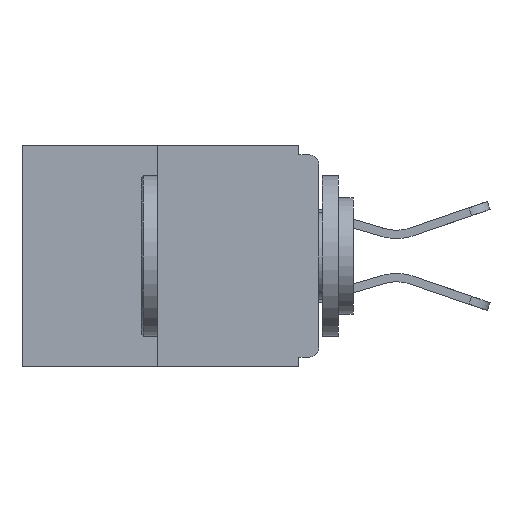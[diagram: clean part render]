
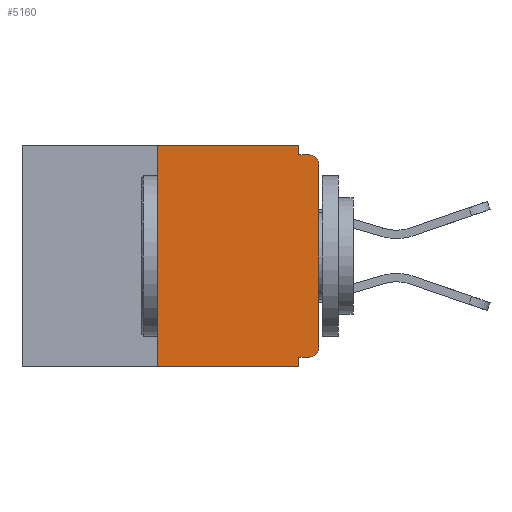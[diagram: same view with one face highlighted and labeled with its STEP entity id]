
A CAD part, left-side view. The second image highlights one B-rep face of the part: STEP entity #5160.
In plain terms, the highlighted planar face has unit normal (-1, 0, 0).
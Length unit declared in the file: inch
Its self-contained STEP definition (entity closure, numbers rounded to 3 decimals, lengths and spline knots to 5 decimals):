
#377 = EDGE_CURVE ( 'NONE', #10895, #6287, #8539, .T. ) ;
#595 = PLANE ( 'NONE',  #23941 ) ;
#914 = VECTOR ( 'NONE', #5542, 39.37008 ) ;
#964 = CARTESIAN_POINT ( 'NONE',  ( 0., 0.25, 0. ) ) ;
#1104 = LINE ( 'NONE', #16003, #24084 ) ;
#1231 = CARTESIAN_POINT ( 'NONE',  ( 0., 0.015, -0.015 ) ) ;
#1489 = CARTESIAN_POINT ( 'NONE',  ( 0., 0., -0.313 ) ) ;
#1612 = LINE ( 'NONE', #11793, #7439 ) ;
#1740 = VERTEX_POINT ( 'NONE', #964 ) ;
#2005 = LINE ( 'NONE', #20431, #10756 ) ;
#2477 = CARTESIAN_POINT ( 'NONE',  ( 0., 0.46, 0. ) ) ;
#2702 = CARTESIAN_POINT ( 'NONE',  ( 0., 0.015, -0.03 ) ) ;
#2952 = VERTEX_POINT ( 'NONE', #1489 ) ;
#3088 = CARTESIAN_POINT ( 'NONE',  ( 0., 0.031, 0. ) ) ;
#3210 = CARTESIAN_POINT ( 'NONE',  ( 0., 0.031, -0.015 ) ) ;
#4005 = CARTESIAN_POINT ( 'NONE',  ( 0., 0.031, -0.328 ) ) ;
#5160 = ADVANCED_FACE ( 'NONE', ( #14363 ), #595, .F. ) ;
#5515 = CARTESIAN_POINT ( 'NONE',  ( 0., 0.25, -0.343 ) ) ;
#5538 = VERTEX_POINT ( 'NONE', #3210 ) ;
#5542 = DIRECTION ( 'NONE',  ( 0., -1., 0. ) ) ;
#5917 = VERTEX_POINT ( 'NONE', #9292 ) ;
#6272 = ORIENTED_EDGE ( 'NONE', *, *, #12460, .F. ) ;
#6287 = VERTEX_POINT ( 'NONE', #1231 ) ;
#6402 = DIRECTION ( 'NONE',  ( 0., 0., -1. ) ) ;
#6582 = EDGE_CURVE ( 'NONE', #15011, #7398, #17792, .T. ) ;
#7398 = VERTEX_POINT ( 'NONE', #11539 ) ;
#7439 = VECTOR ( 'NONE', #13679, 39.37008 ) ;
#7526 = DIRECTION ( 'NONE',  ( 0., -1., 0. ) ) ;
#7807 = DIRECTION ( 'NONE',  ( -1., 0., 0. ) ) ;
#7986 = ORIENTED_EDGE ( 'NONE', *, *, #20868, .T. ) ;
#8144 = DIRECTION ( 'NONE',  ( -1., 0., 0. ) ) ;
#8539 = CIRCLE ( 'NONE', #23458, 0.015 ) ;
#9092 = VERTEX_POINT ( 'NONE', #4005 ) ;
#9292 = CARTESIAN_POINT ( 'NONE',  ( 0., 0.031, 0. ) ) ;
#9676 = DIRECTION ( 'NONE',  ( 0., 0., 1. ) ) ;
#10185 = CARTESIAN_POINT ( 'NONE',  ( 0., 0., -0.03 ) ) ;
#10241 = DIRECTION ( 'NONE',  ( 0., 0., 1. ) ) ;
#10289 = ORIENTED_EDGE ( 'NONE', *, *, #10439, .F. ) ;
#10439 = EDGE_CURVE ( 'NONE', #5538, #6287, #22445, .T. ) ;
#10486 = LINE ( 'NONE', #3088, #12508 ) ;
#10756 = VECTOR ( 'NONE', #7526, 39.37008 ) ;
#10895 = VERTEX_POINT ( 'NONE', #10185 ) ;
#10929 = ORIENTED_EDGE ( 'NONE', *, *, #17876, .F. ) ;
#10981 = CARTESIAN_POINT ( 'NONE',  ( 0., 0., -0.015 ) ) ;
#11444 = CARTESIAN_POINT ( 'NONE',  ( 0., 0.015, -0.328 ) ) ;
#11539 = CARTESIAN_POINT ( 'NONE',  ( 0., 0.031, -0.343 ) ) ;
#11635 = EDGE_CURVE ( 'NONE', #5917, #5538, #10486, .T. ) ;
#11663 = VECTOR ( 'NONE', #12405, 39.37008 ) ;
#11667 = EDGE_LOOP ( 'NONE', ( #6272, #23082, #14059, #12643, #10929, #7986, #13240, #23467, #10289, #13731 ) ) ;
#11793 = CARTESIAN_POINT ( 'NONE',  ( 0., 0., -0.328 ) ) ;
#11796 = DIRECTION ( 'NONE',  ( 0., 0., -1. ) ) ;
#12102 = DIRECTION ( 'NONE',  ( 0., 0., -1. ) ) ;
#12110 = CARTESIAN_POINT ( 'NONE',  ( 0., 0.25, 0. ) ) ;
#12405 = DIRECTION ( 'NONE',  ( 0., -1., 0. ) ) ;
#12460 = EDGE_CURVE ( 'NONE', #1740, #5917, #2005, .T. ) ;
#12508 = VECTOR ( 'NONE', #17937, 39.37008 ) ;
#12570 = VECTOR ( 'NONE', #10241, 39.37008 ) ;
#12643 = ORIENTED_EDGE ( 'NONE', *, *, #13076, .F. ) ;
#13076 = EDGE_CURVE ( 'NONE', #9092, #7398, #1104, .T. ) ;
#13240 = ORIENTED_EDGE ( 'NONE', *, *, #15624, .T. ) ;
#13574 = DIRECTION ( 'NONE',  ( 0., 0., -1. ) ) ;
#13679 = DIRECTION ( 'NONE',  ( 0., 1., 0. ) ) ;
#13731 = ORIENTED_EDGE ( 'NONE', *, *, #11635, .F. ) ;
#14059 = ORIENTED_EDGE ( 'NONE', *, *, #6582, .T. ) ;
#14363 = FACE_OUTER_BOUND ( 'NONE', #11667, .T. ) ;
#15011 = VERTEX_POINT ( 'NONE', #5515 ) ;
#15624 = EDGE_CURVE ( 'NONE', #2952, #10895, #18291, .T. ) ;
#16003 = CARTESIAN_POINT ( 'NONE',  ( 0., 0.031, -0.343 ) ) ;
#17508 = LINE ( 'NONE', #12110, #12570 ) ;
#17792 = LINE ( 'NONE', #20024, #11663 ) ;
#17876 = EDGE_CURVE ( 'NONE', #22226, #9092, #1612, .T. ) ;
#17937 = DIRECTION ( 'NONE',  ( 0., 0., -1. ) ) ;
#18001 = VECTOR ( 'NONE', #9676, 39.37008 ) ;
#18260 = AXIS2_PLACEMENT_3D ( 'NONE', #18920, #7807, #13574 ) ;
#18291 = LINE ( 'NONE', #20819, #18001 ) ;
#18920 = CARTESIAN_POINT ( 'NONE',  ( 0., 0.015, -0.313 ) ) ;
#20024 = CARTESIAN_POINT ( 'NONE',  ( 0., 0.46, -0.343 ) ) ;
#20431 = CARTESIAN_POINT ( 'NONE',  ( 0., 0.46, 0. ) ) ;
#20819 = CARTESIAN_POINT ( 'NONE',  ( 0., 0., 0. ) ) ;
#20868 = EDGE_CURVE ( 'NONE', #22226, #2952, #22535, .T. ) ;
#21069 = DIRECTION ( 'NONE',  ( 1., 0., 0. ) ) ;
#22226 = VERTEX_POINT ( 'NONE', #11444 ) ;
#22445 = LINE ( 'NONE', #10981, #914 ) ;
#22535 = CIRCLE ( 'NONE', #18260, 0.015 ) ;
#23082 = ORIENTED_EDGE ( 'NONE', *, *, #24043, .F. ) ;
#23458 = AXIS2_PLACEMENT_3D ( 'NONE', #2702, #8144, #11796 ) ;
#23467 = ORIENTED_EDGE ( 'NONE', *, *, #377, .T. ) ;
#23941 = AXIS2_PLACEMENT_3D ( 'NONE', #2477, #21069, #6402 ) ;
#24043 = EDGE_CURVE ( 'NONE', #15011, #1740, #17508, .T. ) ;
#24084 = VECTOR ( 'NONE', #12102, 39.37008 ) ;
